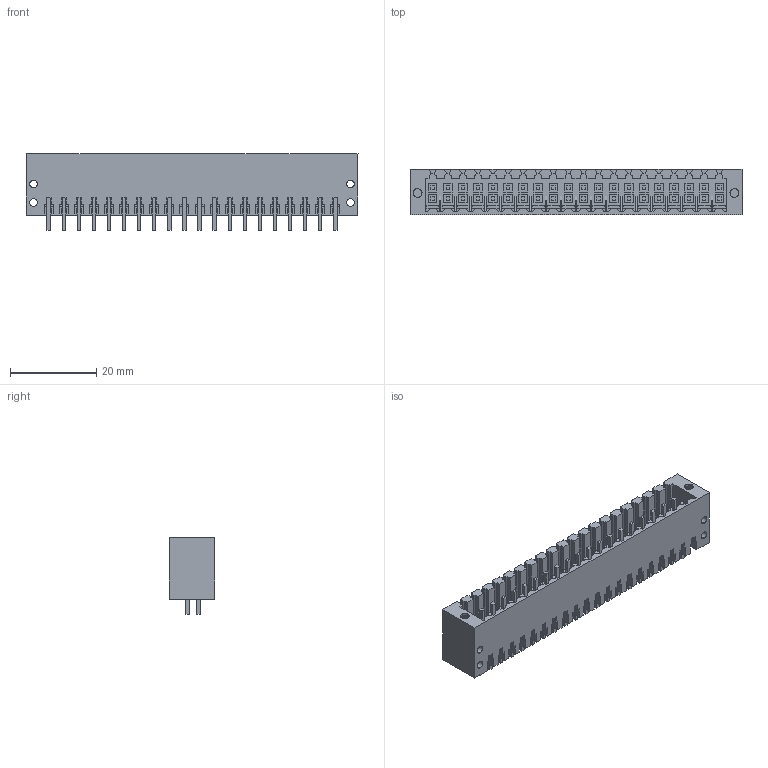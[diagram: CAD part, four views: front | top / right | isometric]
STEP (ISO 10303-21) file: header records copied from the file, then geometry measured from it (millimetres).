
FILE_DESCRIPTION(('CATIA V5 STEP Exchange','CAx-IF Rec.Pracs.--- Model Styling and Organization---1.4--- 2014-01-23'),'2;1');
FILE_NAME ('D1494292_0_2559380000_2559380000.stp','2021-07-22T09:28:02+00:00',('none'),('Weidmueller'),'CATIA Version 5-6 Release 2016 SP3 HF44','CATIA V5 STEP AP214','none');
FILE_SCHEMA(('AUTOMOTIVE_DESIGN { 1 0 10303 214 1 1 1 1 }'));
Length unit declared in the file: millimetre
Products named in the file (1): 2559380000
Bounding box: 77 x 10.5 x 17.7 mm (x, y, z)
Volume: 5308.2 mm3; surface area: 11892.7 mm2
Topology: 41 solids, 41 shells, 1736 faces, 4595 edges, 3048 vertices
Faces by surface type: plane 1680, cylinder 56
Entity records: 47440 total; most frequent: ORIENTED_EDGE 9190, CARTESIAN_POINT 8415, DIRECTION 5994, EDGE_CURVE 4595, VECTOR 4475, LINE 4475, VERTEX_POINT 3048, EDGE_LOOP 1859
